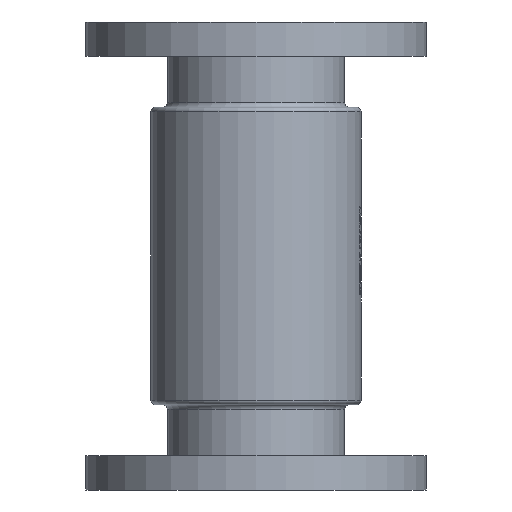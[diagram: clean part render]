
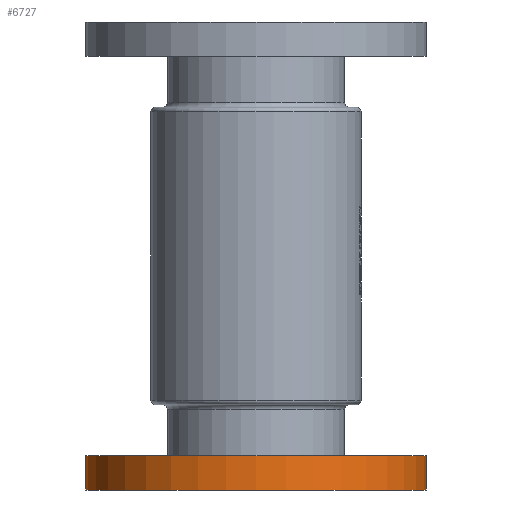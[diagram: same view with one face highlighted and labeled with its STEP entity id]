
A CAD part, front view. The second image highlights one B-rep face of the part: STEP entity #6727.
In plain terms, the highlighted cylindrical face has radius 110 mm (diameter 220 mm), a partial arc.
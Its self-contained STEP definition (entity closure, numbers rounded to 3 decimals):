
#438 = EDGE_CURVE ( 'NONE', #14036, #19396, #12672, .T. ) ;
#787 = CIRCLE ( 'NONE', #27385, 110. ) ;
#1918 = CIRCLE ( 'NONE', #13315, 110. ) ;
#2061 = ORIENTED_EDGE ( 'NONE', *, *, #438, .T. ) ;
#2927 = CARTESIAN_POINT ( 'NONE',  ( 0., 0., -280. ) ) ;
#3561 = ORIENTED_EDGE ( 'NONE', *, *, #4928, .T. ) ;
#4928 = EDGE_CURVE ( 'NONE', #19396, #26133, #1918, .T. ) ;
#5097 = CARTESIAN_POINT ( 'NONE',  ( 110., 0., -302. ) ) ;
#6727 = ADVANCED_FACE ( 'NONE', ( #7859 ), #14983, .T. ) ;
#7859 = FACE_OUTER_BOUND ( 'NONE', #16710, .T. ) ;
#8471 = VECTOR ( 'NONE', #28863, 1000. ) ;
#8604 = CARTESIAN_POINT ( 'NONE',  ( -110., 0., -302. ) ) ;
#10800 = DIRECTION ( 'NONE',  ( 1., 0., 0. ) ) ;
#10803 = EDGE_CURVE ( 'NONE', #14036, #22953, #787, .T. ) ;
#10866 = CARTESIAN_POINT ( 'NONE',  ( -110., 0., -302. ) ) ;
#11761 = ORIENTED_EDGE ( 'NONE', *, *, #10803, .F. ) ;
#12142 = DIRECTION ( 'NONE',  ( 1., 0., 0. ) ) ;
#12484 = CARTESIAN_POINT ( 'NONE',  ( 110., 0., -302. ) ) ;
#12672 = LINE ( 'NONE', #10866, #8471 ) ;
#12761 = DIRECTION ( 'NONE',  ( 1., 0., 0. ) ) ;
#13315 = AXIS2_PLACEMENT_3D ( 'NONE', #23637, #14435, #10800 ) ;
#14036 = VERTEX_POINT ( 'NONE', #26513 ) ;
#14435 = DIRECTION ( 'NONE',  ( 0., 0., 1. ) ) ;
#14983 = CYLINDRICAL_SURFACE ( 'NONE', #23127, 110. ) ;
#16170 = VECTOR ( 'NONE', #18606, 1000. ) ;
#16710 = EDGE_LOOP ( 'NONE', ( #11761, #2061, #3561, #18114 ) ) ;
#18114 = ORIENTED_EDGE ( 'NONE', *, *, #18121, .F. ) ;
#18121 = EDGE_CURVE ( 'NONE', #22953, #26133, #18740, .T. ) ;
#18606 = DIRECTION ( 'NONE',  ( 0., 0., -1. ) ) ;
#18740 = LINE ( 'NONE', #5097, #16170 ) ;
#18961 = DIRECTION ( 'NONE',  ( 0., 0., 1. ) ) ;
#19396 = VERTEX_POINT ( 'NONE', #8604 ) ;
#22953 = VERTEX_POINT ( 'NONE', #24477 ) ;
#23127 = AXIS2_PLACEMENT_3D ( 'NONE', #25985, #25832, #12761 ) ;
#23637 = CARTESIAN_POINT ( 'NONE',  ( 0., 0., -302. ) ) ;
#24477 = CARTESIAN_POINT ( 'NONE',  ( 110., 0., -280. ) ) ;
#25832 = DIRECTION ( 'NONE',  ( 0., 0., -1. ) ) ;
#25985 = CARTESIAN_POINT ( 'NONE',  ( 0., 0., -302. ) ) ;
#26133 = VERTEX_POINT ( 'NONE', #12484 ) ;
#26513 = CARTESIAN_POINT ( 'NONE',  ( -110., 0., -280. ) ) ;
#27385 = AXIS2_PLACEMENT_3D ( 'NONE', #2927, #18961, #12142 ) ;
#28863 = DIRECTION ( 'NONE',  ( 0., 0., -1. ) ) ;
